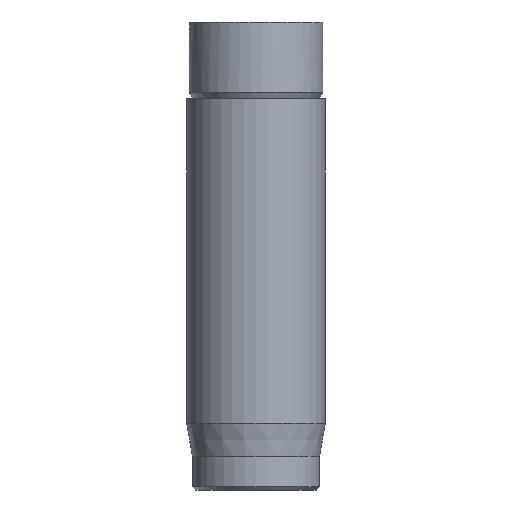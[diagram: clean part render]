
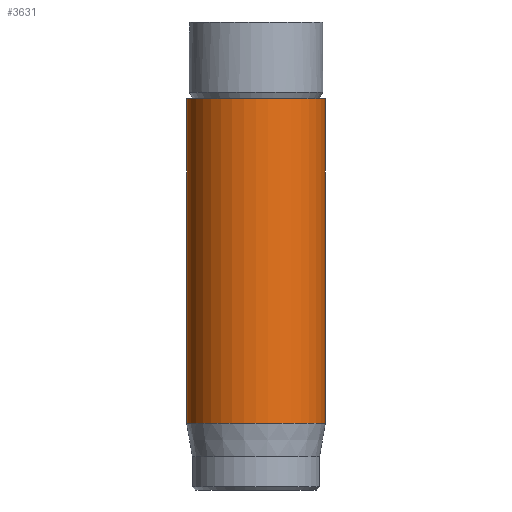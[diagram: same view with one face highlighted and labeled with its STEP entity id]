
A CAD part, front view. The second image highlights one B-rep face of the part: STEP entity #3631.
In plain terms, the highlighted cylindrical face has radius 2.075 mm (diameter 4.15 mm), a full revolution.
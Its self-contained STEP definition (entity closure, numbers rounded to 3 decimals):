
#497=CYLINDRICAL_SURFACE('',#3914,2.075);
#510=FACE_OUTER_BOUND('',#722,.T.);
#722=EDGE_LOOP('',(#2527,#2528,#2529,#2530,#2531));
#946=LINE('',#4590,#1234);
#1234=VECTOR('',#4073,2.075);
#1519=CIRCLE('',#3896,2.075);
#1528=CIRCLE('',#3912,2.075);
#1529=CIRCLE('',#3913,2.075);
#1545=VERTEX_POINT('',#4554);
#1554=VERTEX_POINT('',#4584);
#1555=VERTEX_POINT('',#4585);
#1923=EDGE_CURVE('',#1545,#1545,#1519,.T.);
#1937=EDGE_CURVE('',#1554,#1555,#1528,.T.);
#1938=EDGE_CURVE('',#1555,#1554,#1529,.T.);
#1940=EDGE_CURVE('',#1545,#1554,#946,.T.);
#2527=ORIENTED_EDGE('',*,*,#1923,.T.);
#2528=ORIENTED_EDGE('',*,*,#1940,.T.);
#2529=ORIENTED_EDGE('',*,*,#1937,.T.);
#2530=ORIENTED_EDGE('',*,*,#1938,.T.);
#2531=ORIENTED_EDGE('',*,*,#1940,.F.);
#3631=ADVANCED_FACE('',(#510),#497,.T.);
#3896=AXIS2_PLACEMENT_3D('',#4555,#4029,#4030);
#3912=AXIS2_PLACEMENT_3D('',#4586,#4066,#4067);
#3913=AXIS2_PLACEMENT_3D('',#4587,#4068,#4069);
#3914=AXIS2_PLACEMENT_3D('',#4589,#4071,#4072);
#4029=DIRECTION('center_axis',(0.,0.,-1.));
#4030=DIRECTION('ref_axis',(-1.,0.,0.));
#4066=DIRECTION('center_axis',(0.,0.,1.));
#4067=DIRECTION('ref_axis',(-1.,0.,0.));
#4068=DIRECTION('center_axis',(0.,0.,1.));
#4069=DIRECTION('ref_axis',(-1.,0.,0.));
#4071=DIRECTION('center_axis',(0.,0.,1.));
#4072=DIRECTION('ref_axis',(-1.,0.,0.));
#4073=DIRECTION('',(0.,0.,-1.));
#4554=CARTESIAN_POINT('',(2.075,0.,11.7));
#4555=CARTESIAN_POINT('Origin',(0.,0.,11.7));
#4584=CARTESIAN_POINT('',(2.075,0.,1.992));
#4585=CARTESIAN_POINT('',(-2.075,0.,1.992));
#4586=CARTESIAN_POINT('Origin',(0.,0.,1.992));
#4587=CARTESIAN_POINT('Origin',(0.,0.,1.992));
#4589=CARTESIAN_POINT('Origin',(0.,0.,0.));
#4590=CARTESIAN_POINT('',(2.075,0.,0.));
